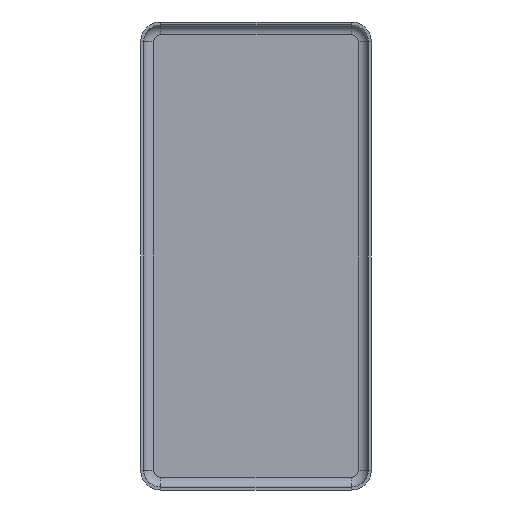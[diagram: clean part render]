
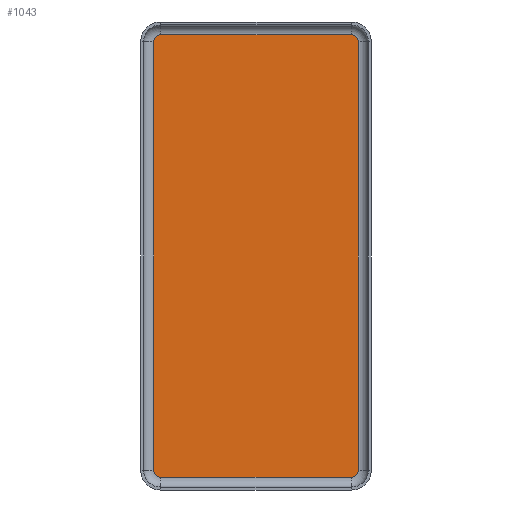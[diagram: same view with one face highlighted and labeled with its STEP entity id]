
A CAD part, front view. The second image highlights one B-rep face of the part: STEP entity #1043.
In plain terms, the highlighted planar face has unit normal (0, -1, 0).
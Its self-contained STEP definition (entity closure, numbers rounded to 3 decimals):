
#31 = CARTESIAN_POINT ( 'NONE',  ( 9.65, -0.3, 21.65 ) ) ;
#53 = DIRECTION ( 'NONE',  ( -1., 0., 0. ) ) ;
#74 = AXIS2_PLACEMENT_3D ( 'NONE', #304, #848, #483 ) ;
#117 = VECTOR ( 'NONE', #53, 1000. ) ;
#131 = EDGE_CURVE ( 'NONE', #586, #187, #172, .T. ) ;
#143 = LINE ( 'NONE', #1141, #117 ) ;
#154 = DIRECTION ( 'NONE',  ( 0., 0., 1. ) ) ;
#157 = CARTESIAN_POINT ( 'NONE',  ( 9.65, -0.3, -22.35 ) ) ;
#172 = CIRCLE ( 'NONE', #74, 0.7 ) ;
#187 = VERTEX_POINT ( 'NONE', #592 ) ;
#204 = DIRECTION ( 'NONE',  ( 1., 0., 0. ) ) ;
#251 = ORIENTED_EDGE ( 'NONE', *, *, #536, .F. ) ;
#285 = ORIENTED_EDGE ( 'NONE', *, *, #670, .F. ) ;
#289 = DIRECTION ( 'NONE',  ( 0., 1., 0. ) ) ;
#299 = DIRECTION ( 'NONE',  ( 0., 0., 1. ) ) ;
#304 = CARTESIAN_POINT ( 'NONE',  ( -9.65, -0.3, -21.65 ) ) ;
#330 = EDGE_CURVE ( 'NONE', #1151, #1144, #608, .T. ) ;
#358 = AXIS2_PLACEMENT_3D ( 'NONE', #641, #1098, #1001 ) ;
#384 = CARTESIAN_POINT ( 'NONE',  ( -9.65, -0.3, -22.35 ) ) ;
#396 = VERTEX_POINT ( 'NONE', #556 ) ;
#443 = LINE ( 'NONE', #620, #538 ) ;
#483 = DIRECTION ( 'NONE',  ( 0., 0., 1. ) ) ;
#510 = CIRCLE ( 'NONE', #664, 0.7 ) ;
#512 = ORIENTED_EDGE ( 'NONE', *, *, #550, .F. ) ;
#514 = CARTESIAN_POINT ( 'NONE',  ( 10.35, -0.3, -21.65 ) ) ;
#536 = EDGE_CURVE ( 'NONE', #396, #656, #954, .T. ) ;
#538 = VECTOR ( 'NONE', #803, 1000. ) ;
#540 = CARTESIAN_POINT ( 'NONE',  ( 9.65, -0.3, 21.65 ) ) ;
#550 = EDGE_CURVE ( 'NONE', #656, #913, #510, .T. ) ;
#556 = CARTESIAN_POINT ( 'NONE',  ( -9.65, -0.3, 22.35 ) ) ;
#557 = CARTESIAN_POINT ( 'NONE',  ( 9.65, -0.3, 22.35 ) ) ;
#586 = VERTEX_POINT ( 'NONE', #384 ) ;
#592 = CARTESIAN_POINT ( 'NONE',  ( -10.35, -0.3, -21.65 ) ) ;
#608 = CIRCLE ( 'NONE', #358, 0.7 ) ;
#611 = ORIENTED_EDGE ( 'NONE', *, *, #131, .F. ) ;
#620 = CARTESIAN_POINT ( 'NONE',  ( 10.35, -0.3, 21.65 ) ) ;
#641 = CARTESIAN_POINT ( 'NONE',  ( 9.65, -0.3, -21.65 ) ) ;
#656 = VERTEX_POINT ( 'NONE', #557 ) ;
#664 = AXIS2_PLACEMENT_3D ( 'NONE', #31, #289, #299 ) ;
#665 = EDGE_LOOP ( 'NONE', ( #512, #251, #285, #778, #611, #800, #931, #786 ) ) ;
#668 = DIRECTION ( 'NONE',  ( 0., 0., 1. ) ) ;
#670 = EDGE_CURVE ( 'NONE', #853, #396, #691, .T. ) ;
#691 = CIRCLE ( 'NONE', #940, 0.7 ) ;
#704 = VECTOR ( 'NONE', #204, 1000. ) ;
#713 = EDGE_CURVE ( 'NONE', #1144, #586, #143, .T. ) ;
#734 = AXIS2_PLACEMENT_3D ( 'NONE', #540, #813, #916 ) ;
#760 = CARTESIAN_POINT ( 'NONE',  ( -10.35, -0.3, 21.65 ) ) ;
#778 = ORIENTED_EDGE ( 'NONE', *, *, #837, .F. ) ;
#786 = ORIENTED_EDGE ( 'NONE', *, *, #1177, .F. ) ;
#800 = ORIENTED_EDGE ( 'NONE', *, *, #713, .F. ) ;
#803 = DIRECTION ( 'NONE',  ( 0., 0., -1. ) ) ;
#813 = DIRECTION ( 'NONE',  ( 0., -1., 0. ) ) ;
#819 = PLANE ( 'NONE',  #734 ) ;
#837 = EDGE_CURVE ( 'NONE', #187, #853, #955, .T. ) ;
#848 = DIRECTION ( 'NONE',  ( 0., 1., 0. ) ) ;
#853 = VERTEX_POINT ( 'NONE', #760 ) ;
#873 = CARTESIAN_POINT ( 'NONE',  ( -10.35, -0.3, -21.65 ) ) ;
#913 = VERTEX_POINT ( 'NONE', #1090 ) ;
#916 = DIRECTION ( 'NONE',  ( 0., 0., -1. ) ) ;
#926 = CARTESIAN_POINT ( 'NONE',  ( -9.65, -0.3, 22.35 ) ) ;
#931 = ORIENTED_EDGE ( 'NONE', *, *, #330, .F. ) ;
#940 = AXIS2_PLACEMENT_3D ( 'NONE', #962, #950, #668 ) ;
#950 = DIRECTION ( 'NONE',  ( 0., 1., 0. ) ) ;
#954 = LINE ( 'NONE', #926, #704 ) ;
#955 = LINE ( 'NONE', #873, #1082 ) ;
#962 = CARTESIAN_POINT ( 'NONE',  ( -9.65, -0.3, 21.65 ) ) ;
#1001 = DIRECTION ( 'NONE',  ( 0., 0., 1. ) ) ;
#1043 = ADVANCED_FACE ( 'NONE', ( #1126 ), #819, .T. ) ;
#1082 = VECTOR ( 'NONE', #154, 1000. ) ;
#1090 = CARTESIAN_POINT ( 'NONE',  ( 10.35, -0.3, 21.65 ) ) ;
#1098 = DIRECTION ( 'NONE',  ( 0., 1., 0. ) ) ;
#1126 = FACE_OUTER_BOUND ( 'NONE', #665, .T. ) ;
#1141 = CARTESIAN_POINT ( 'NONE',  ( 9.65, -0.3, -22.35 ) ) ;
#1144 = VERTEX_POINT ( 'NONE', #157 ) ;
#1151 = VERTEX_POINT ( 'NONE', #514 ) ;
#1177 = EDGE_CURVE ( 'NONE', #913, #1151, #443, .T. ) ;
